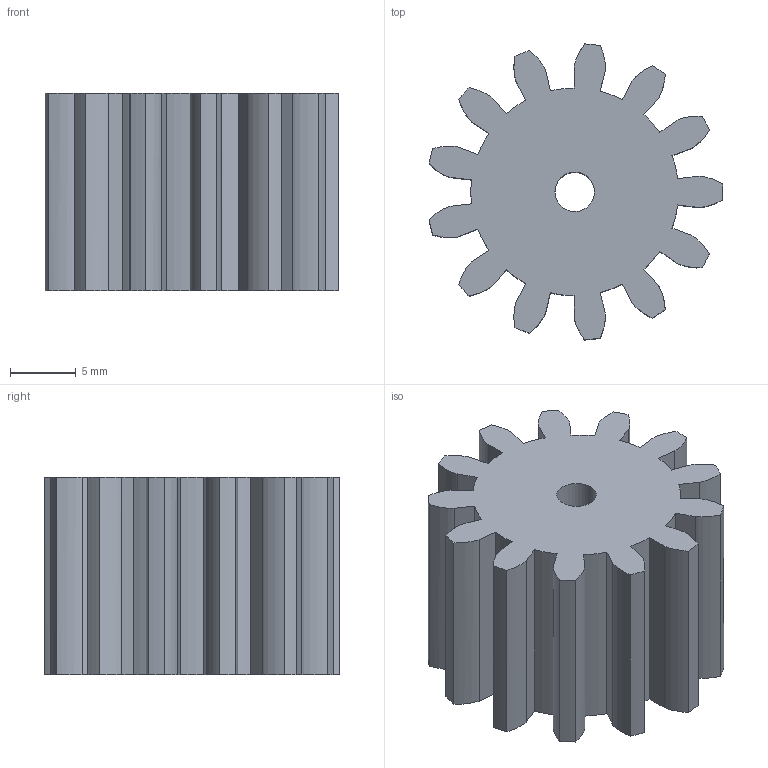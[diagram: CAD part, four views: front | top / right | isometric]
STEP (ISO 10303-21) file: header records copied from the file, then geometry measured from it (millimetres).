
FILE_DESCRIPTION(/* description */ (''),/* implementation_level */ '2;1');
FILE_NAME(/* name */ 'front gear_2 (v3~recovered).step',/* time_stamp */ '2025-07-18T16:48:29Z',/* author */ (''),/* organization */ (''),/* preprocessor_version */ 'ST-DEVELOPER v20.1',/* originating_system */ 'Autodesk Translation Framework v14.10.0.0',/* authorisation */ '');
FILE_SCHEMA (('AUTOMOTIVE_DESIGN { 1 0 10303 214 3 1 1 }'));
Length unit declared in the file: millimetre
Products named in the file (2): front gear_2 (v3~recovered); Component2
Assembly tree (1 placements, depth 2):
  front gear_2 (v3~recovered)
    Component2
Bounding box: 22.3 x 22.45 x 15 mm (x, y, z)
Volume: 4180.5 mm3; surface area: 2670.4 mm2
Topology: 1 solids, 1 shells, 107 faces, 315 edges, 210 vertices
Faces by surface type: plane 54, cylinder 27, bspline 26
Full cylindrical faces by diameter (mm): 3 x1
Entity records: 29054 total; most frequent: CARTESIAN_POINT 26505, ORIENTED_EDGE 630, DIRECTION 433, EDGE_CURVE 315, VERTEX_POINT 210, LINE 157, VECTOR 157, AXIS2_PLACEMENT_3D 138
